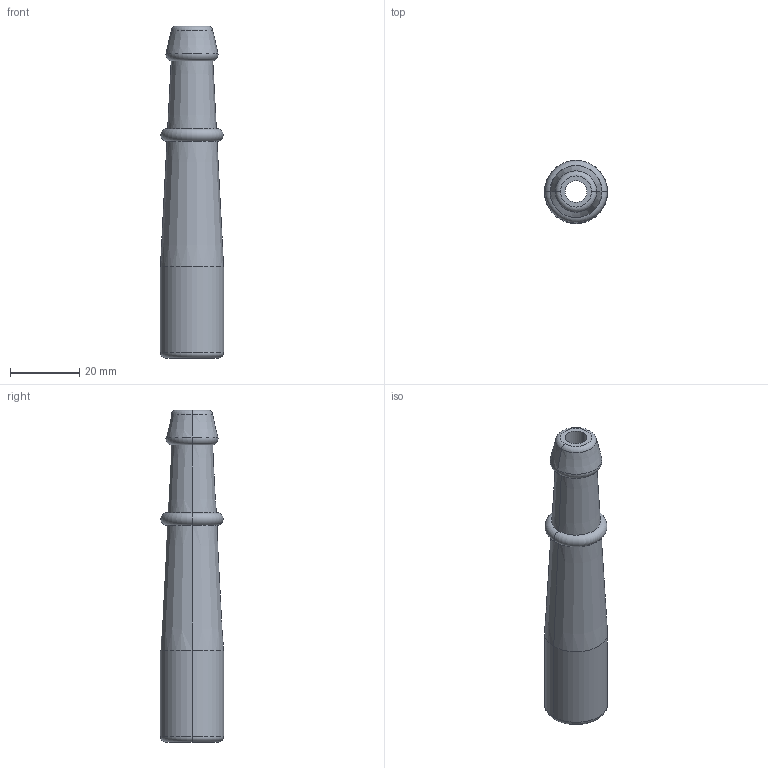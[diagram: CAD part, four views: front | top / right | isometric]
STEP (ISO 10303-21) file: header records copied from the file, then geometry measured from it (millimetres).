
FILE_DESCRIPTION (( 'STEP AP203' ), '1' );
FILE_NAME ('SB29.STEP', '2019-10-30T12:28:54', ( 'tempuser' ), ( 'Microsoft' ), 'SwSTEP 2.0', 'SolidWorks 2019', '' );
FILE_SCHEMA (( 'CONFIG_CONTROL_DESIGN' ));
Length unit declared in the file: inch
Products named in the file (1): SB29
Bounding box: 18.26 x 18.26 x 96.09 mm (x, y, z)
Volume: 14463.8 mm3; surface area: 7596.9 mm2
Topology: 1 solids, 1 shells, 44 faces, 88 edges, 46 vertices
Faces by surface type: torus 22, cylinder 10, cone 10, plane 2
Entity records: 1219 total; most frequent: DIRECTION 246, CARTESIAN_POINT 179, ORIENTED_EDGE 176, AXIS2_PLACEMENT_3D 113, EDGE_CURVE 88, CIRCLE 68, VERTEX_POINT 46, EDGE_LOOP 46
